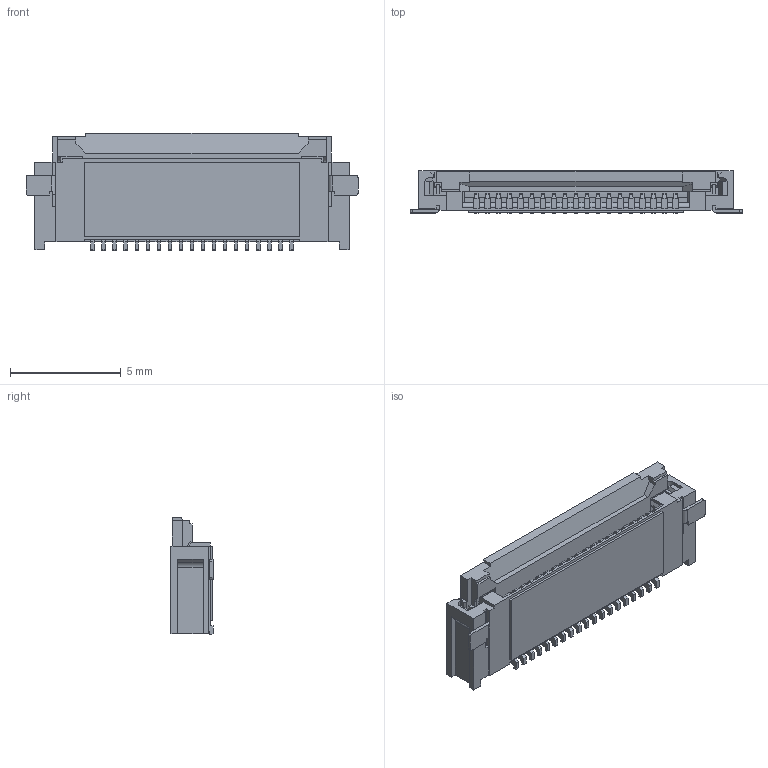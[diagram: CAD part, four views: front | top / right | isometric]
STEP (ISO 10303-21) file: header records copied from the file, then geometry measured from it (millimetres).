
FILE_DESCRIPTION((''),'2;1');
FILE_NAME('5051101992','2016-07-12T',('gsharma'),(''),'PRO/ENGINEER BY PARAMETRIC TECHNOLOGY CORPORATION, 2012310','PRO/ENGINEER BY PARAMETRIC TECHNOLOGY CORPORATION, 2012310','');
FILE_SCHEMA(('CONFIG_CONTROL_DESIGN'));
Length unit declared in the file: millimetre
Products named in the file (1): 5051101992
Bounding box: 15 x 1.9 x 5.3 mm (x, y, z)
Volume: 83.9 mm3; surface area: 355.4 mm2
Topology: 1 solids, 1 shells, 1002 faces, 3175 edges, 2138 vertices
Faces by surface type: plane 915, cylinder 87
Entity records: 34582 total; most frequent: CARTESIAN_POINT 6261, ORIENTED_EDGE 6182, DIRECTION 5389, EDGE_CURVE 3091, VECTOR 2955, LINE 2955, VERTEX_POINT 2054, AXIS2_PLACEMENT_3D 1217
